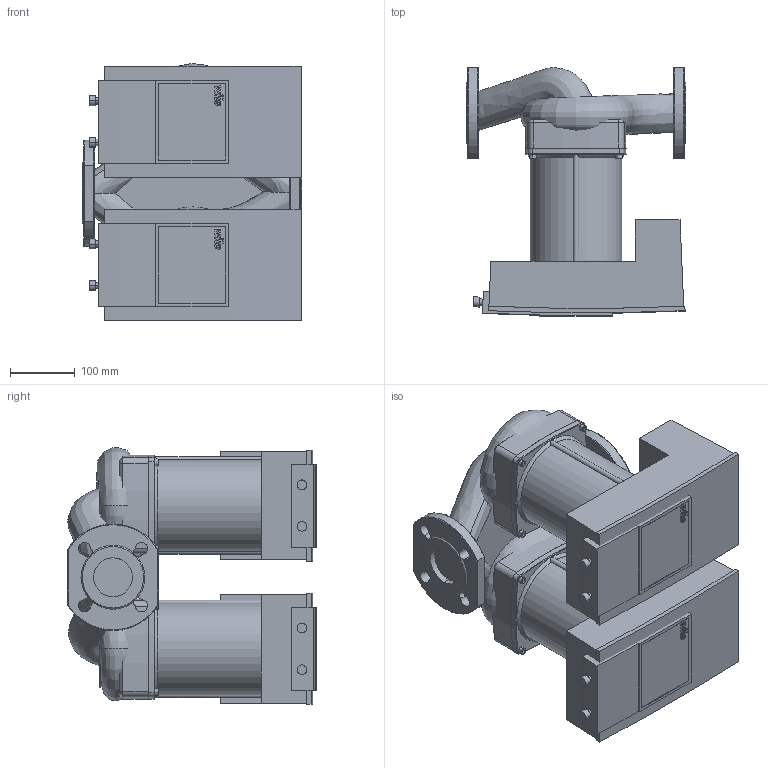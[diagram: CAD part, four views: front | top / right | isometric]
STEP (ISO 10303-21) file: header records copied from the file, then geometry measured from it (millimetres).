
FILE_DESCRIPTION((''),'2;1');
FILE_NAME('3d_YonosMAXO-D50_0_5-16-2120669.stp','2016-04-29T07:42:44',(''),(''),'Mechanical Desktop 2009','Mechanical Desktop 2009',', , ');
FILE_SCHEMA(('CONFIG_CONTROL_DESIGN'));
Length unit declared in the file: millimetre
Products named in the file (1): Product
Bounding box: 340 x 385 x 397.93 mm (x, y, z)
Volume: 23291913.4 mm3; surface area: 1306349 mm2
Topology: 19 solids, 19 shells, 460 faces, 1117 edges, 721 vertices
Faces by surface type: plane 212, cylinder 101, bspline 87, cone 38, torus 22
Entity records: 24906 total; most frequent: CARTESIAN_POINT 14400, ORIENTED_EDGE 2234, DIRECTION 1987, EDGE_CURVE 1117, VERTEX_POINT 721, AXIS2_PLACEMENT_3D 694, VECTOR 599, LINE 599
